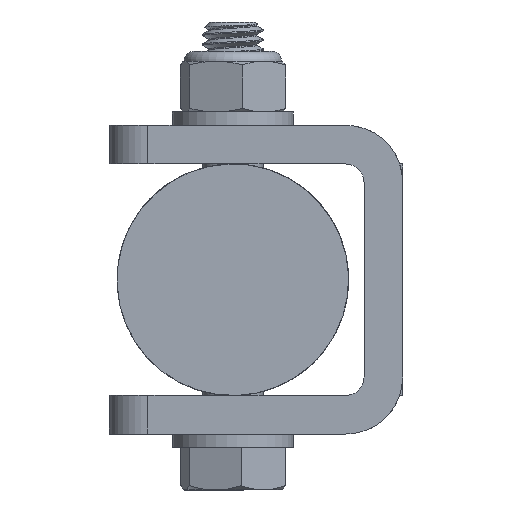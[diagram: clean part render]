
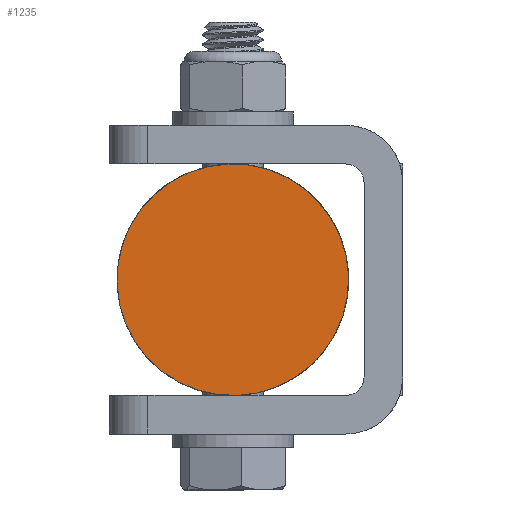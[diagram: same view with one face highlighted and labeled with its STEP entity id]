
A CAD part, left-side view. The second image highlights one B-rep face of the part: STEP entity #1235.
In plain terms, the highlighted planar face has unit normal (-1, 0, 0).
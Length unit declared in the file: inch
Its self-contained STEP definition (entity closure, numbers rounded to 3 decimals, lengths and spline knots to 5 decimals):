
#80=PLANE('',#1337);
#283=FACE_OUTER_BOUND('',#366,.T.);
#366=EDGE_LOOP('',(#908));
#460=CIRCLE('',#1338,0.375);
#558=VERTEX_POINT('',#5133);
#690=EDGE_CURVE('',#558,#558,#460,.T.);
#908=ORIENTED_EDGE('',*,*,#690,.T.);
#1235=ADVANCED_FACE('',(#283),#80,.T.);
#1337=AXIS2_PLACEMENT_3D('',#5132,#1522,#1523);
#1338=AXIS2_PLACEMENT_3D('',#5134,#1524,#1525);
#1522=DIRECTION('center_axis',(-1.,0.,0.));
#1523=DIRECTION('ref_axis',(0.,-0.952,-0.307));
#1524=DIRECTION('center_axis',(-1.,0.,0.));
#1525=DIRECTION('ref_axis',(0.,-0.307,0.952));
#5132=CARTESIAN_POINT('Origin',(-3.87231,0.,
0.));
#5133=CARTESIAN_POINT('',(-3.87231,-0.35692,-0.11503));
#5134=CARTESIAN_POINT('Origin',(-3.87231,0.,
0.));
